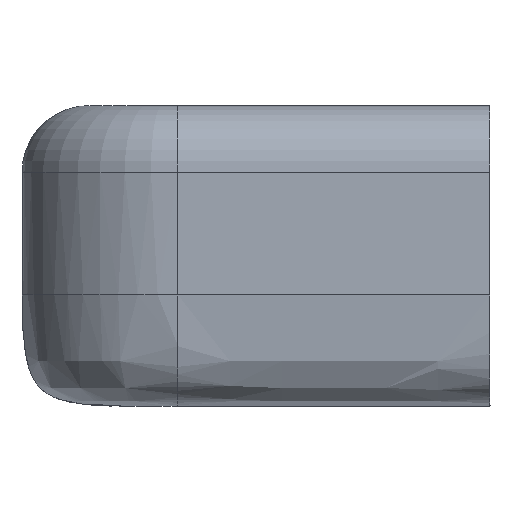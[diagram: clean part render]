
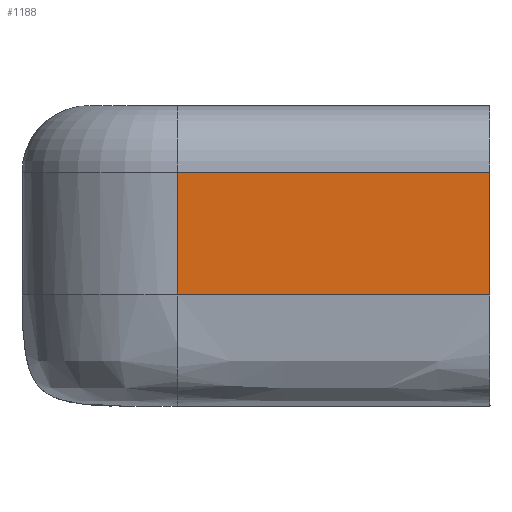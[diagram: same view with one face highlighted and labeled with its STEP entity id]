
A CAD part, left-side view. The second image highlights one B-rep face of the part: STEP entity #1188.
In plain terms, the highlighted planar face has unit normal (-1, 0, 0).
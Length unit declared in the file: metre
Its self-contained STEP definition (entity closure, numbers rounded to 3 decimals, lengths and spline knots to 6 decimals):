
#134=LINE('',#1812,#232);
#135=LINE('',#1815,#233);
#136=LINE('',#1817,#234);
#232=VECTOR('',#1432,1.);
#233=VECTOR('',#1433,1.);
#234=VECTOR('',#1434,1.);
#339=ORIENTED_EDGE('',*,*,#699,.F.);
#340=ORIENTED_EDGE('',*,*,#700,.T.);
#341=ORIENTED_EDGE('',*,*,#701,.F.);
#342=ORIENTED_EDGE('',*,*,#702,.T.);
#699=EDGE_CURVE('',#879,#880,#134,.T.);
#700=EDGE_CURVE('',#879,#881,#135,.T.);
#701=EDGE_CURVE('',#882,#881,#136,.T.);
#702=EDGE_CURVE('',#882,#880,#960,.T.);
#879=VERTEX_POINT('',#1813);
#880=VERTEX_POINT('',#1814);
#881=VERTEX_POINT('',#1816);
#882=VERTEX_POINT('',#1818);
#960=B_SPLINE_CURVE_WITH_KNOTS('',3,(#1819,#1820,#1821,#1822),
 .UNSPECIFIED.,.F.,.F.,(4,4),(0.,0.137795),.UNSPECIFIED.);
#997=EDGE_LOOP('',(#339,#340,#341,#342));
#1076=FACE_BOUND('',#997,.T.);
#1154=PLANE('',#1277);
#1188=ADVANCED_FACE('',(#1076),#1154,.F.);
#1277=AXIS2_PLACEMENT_3D('',#1811,#1430,#1431);
#1430=DIRECTION('',(1.,0.,0.));
#1431=DIRECTION('',(0.,0.,-1.));
#1432=DIRECTION('',(0.,0.,-1.));
#1433=DIRECTION('',(0.,1.,0.));
#1434=DIRECTION('',(0.,0.,1.));
#1811=CARTESIAN_POINT('',(-0.19707,0.011427,-0.0095));
#1812=CARTESIAN_POINT('',(-0.19707,0.04823,-0.0095));
#1813=CARTESIAN_POINT('',(-0.19707,0.04823,0.001));
#1814=CARTESIAN_POINT('',(-0.19707,0.04823,-0.0045));
#1815=CARTESIAN_POINT('',(-0.19707,0.062231,0.001));
#1816=CARTESIAN_POINT('',(-0.19707,0.062231,0.001));
#1817=CARTESIAN_POINT('',(-0.19707,0.062231,-0.0095));
#1818=CARTESIAN_POINT('',(-0.19707,0.062231,-0.0045));
#1819=CARTESIAN_POINT('',(-0.19707,0.062231,-0.0045));
#1820=CARTESIAN_POINT('',(-0.19707,0.057564,-0.0045));
#1821=CARTESIAN_POINT('',(-0.19707,0.052897,-0.0045));
#1822=CARTESIAN_POINT('',(-0.19707,0.04823,-0.0045));
